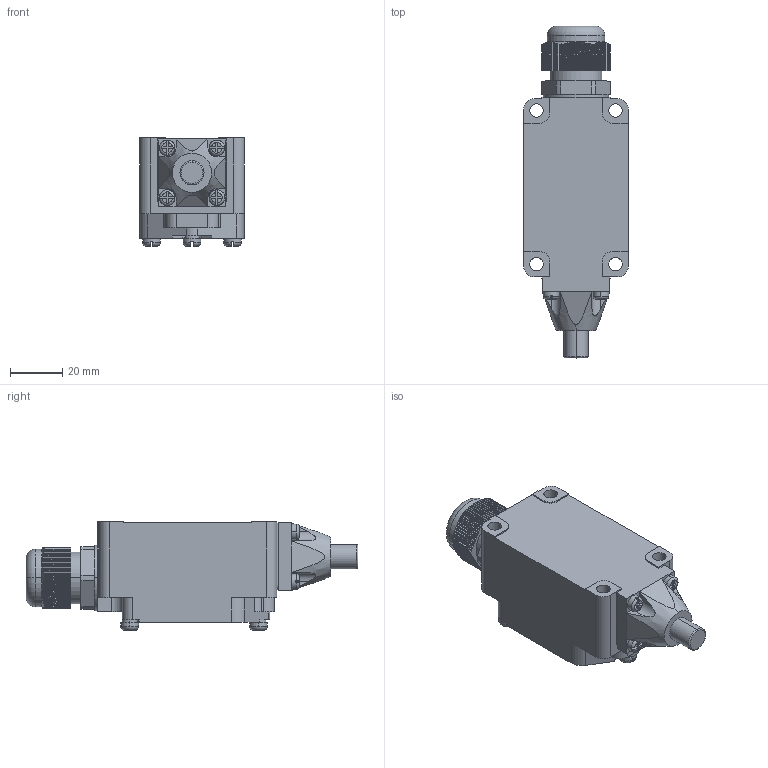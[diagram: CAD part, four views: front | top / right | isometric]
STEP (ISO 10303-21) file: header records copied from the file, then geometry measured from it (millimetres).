
FILE_DESCRIPTION((''),'2;1');
FILE_NAME('ASM0001_ASM','2024-11-22T',('Administrator'),('zyb.com'),'PRO/ENGINEER BY PARAMETRIC TECHNOLOGY CORPORATION, 2010280','PRO/ENGINEER BY PARAMETRIC TECHNOLOGY CORPORATION, 2010280','');
FILE_SCHEMA(('CONFIG_CONTROL_DESIGN'));
Length unit declared in the file: millimetre
Products named in the file (3): Y20241122001; LA167-Z5-101; ASM0001_ASM
Assembly tree (2 placements, depth 2):
  ASM0001_ASM
    Y20241122001
    LA167-Z5-101
Bounding box: 40 x 126.8 x 41.5 mm (x, y, z)
Volume: 108334.6 mm3; surface area: 24004.3 mm2
Topology: 2 solids, 6 shells, 655 faces, 1834 edges, 1208 vertices
Faces by surface type: plane 423, cylinder 198, torus 28, cone 6
Entity records: 22002 total; most frequent: CARTESIAN_POINT 5340, ORIENTED_EDGE 3668, DIRECTION 3226, EDGE_CURVE 1834, VERTEX_POINT 1208, AXIS2_PLACEMENT_3D 1096, VECTOR 1034, LINE 1034
